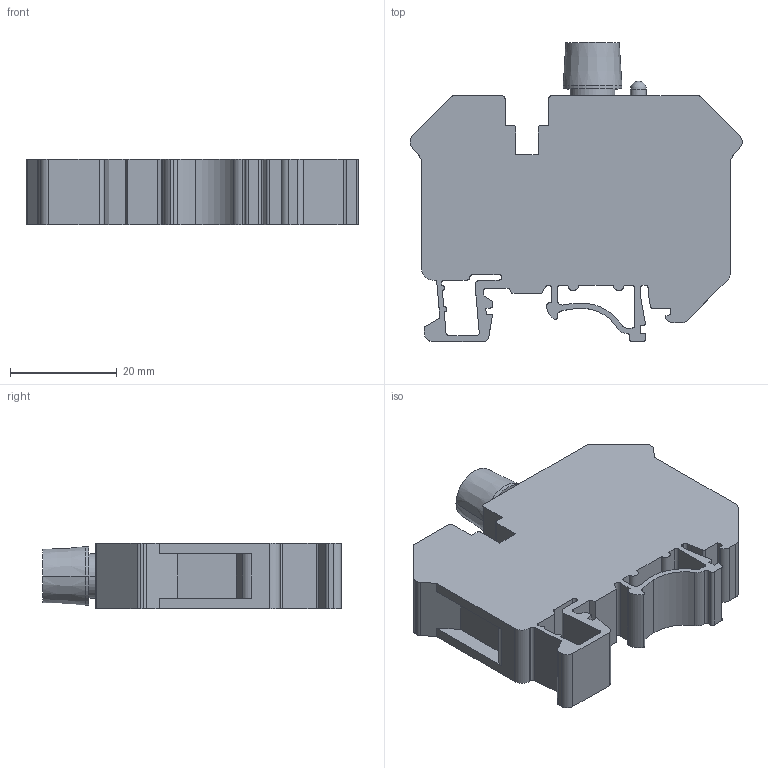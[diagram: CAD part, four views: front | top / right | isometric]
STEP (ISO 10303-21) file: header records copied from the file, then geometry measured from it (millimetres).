
FILE_DESCRIPTION((''),'2;1');
FILE_NAME('UKJ-10RDE','2023-06-21T',('Administrator'),(''),'PRO/ENGINEER BY PARAMETRIC TECHNOLOGY CORPORATION, 2013230','PRO/ENGINEER BY PARAMETRIC TECHNOLOGY CORPORATION, 2013230','');
FILE_SCHEMA(('AUTOMOTIVE_DESIGN { 1 0 10303 214 1 1 1 1 }'));
Length unit declared in the file: millimetre
Products named in the file (1): UKJ-10RDE
Bounding box: 62.2 x 56 x 12.2 mm (x, y, z)
Volume: 25960.7 mm3; surface area: 9183.8 mm2
Topology: 1 solids, 1 shells, 150 faces, 448 edges, 303 vertices
Faces by surface type: plane 80, cylinder 66, cone 2, sphere 2
Entity records: 5203 total; most frequent: CARTESIAN_POINT 921, DIRECTION 894, ORIENTED_EDGE 892, EDGE_CURVE 446, VERTEX_POINT 303, AXIS2_PLACEMENT_3D 302, VECTOR 290, LINE 290
